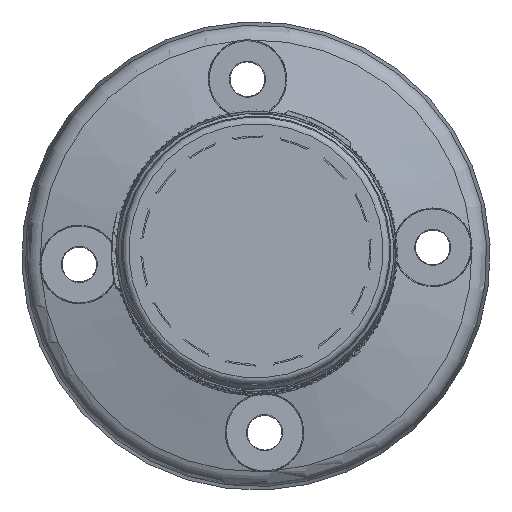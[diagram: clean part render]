
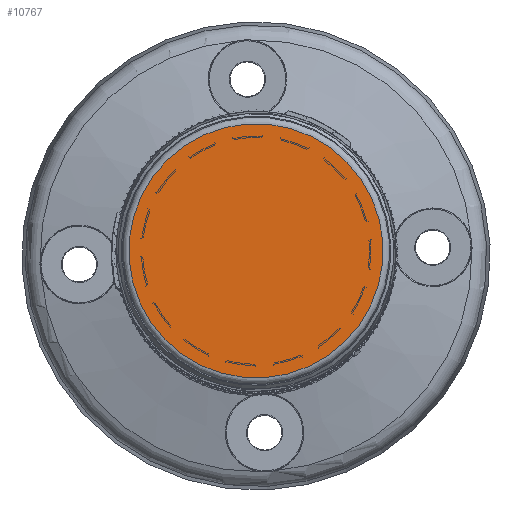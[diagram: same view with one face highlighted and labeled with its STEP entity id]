
A CAD part, top view. The second image highlights one B-rep face of the part: STEP entity #10767.
In plain terms, the highlighted planar face has unit normal (0, 0, 1).
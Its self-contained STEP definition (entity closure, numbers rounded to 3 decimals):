
#5717=PLANE('',#104498);
#10767=ADVANCED_FACE('',(#18101),#5717,.F.);
#18101=FACE_OUTER_BOUND('',#24504,.T.);
#24504=EDGE_LOOP('',(#54889));
#30388=CIRCLE('',#104497,19.393);
#54889=ORIENTED_EDGE('',*,*,#83374,.T.);
#71205=VERTEX_POINT('',#192736);
#83374=EDGE_CURVE('',#71205,#71205,#30388,.T.);
#104497=AXIS2_PLACEMENT_3D('',#192735,#123822,#123823);
#104498=AXIS2_PLACEMENT_3D('',#192737,#123824,#123825);
#123822=DIRECTION('',(0.,0.,1.));
#123823=DIRECTION('',(-0.997,-0.074,0.));
#123824=DIRECTION('',(0.,0.,-1.));
#123825=DIRECTION('',(-0.997,-0.074,0.));
#192735=CARTESIAN_POINT('',(2.175,-3.808,318.706));
#192736=CARTESIAN_POINT('',(-17.165,-5.244,318.706));
#192737=CARTESIAN_POINT('',(0.669,16.486,318.706));
